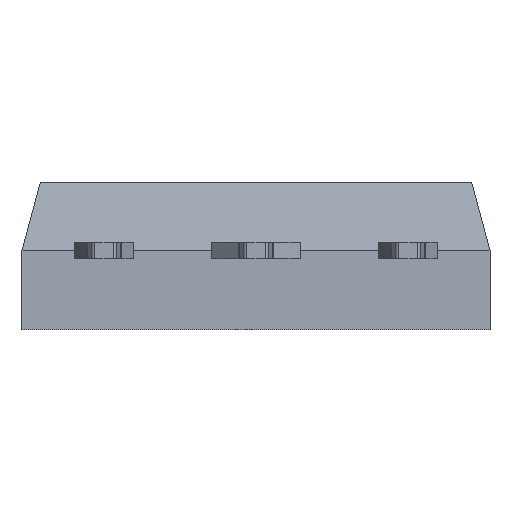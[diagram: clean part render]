
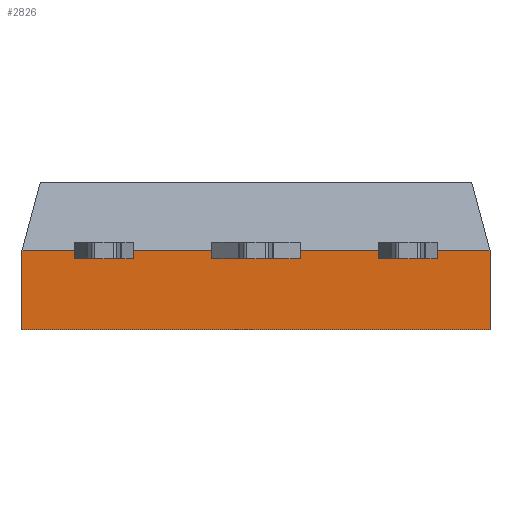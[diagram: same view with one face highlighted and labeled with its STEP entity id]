
A CAD part, front view. The second image highlights one B-rep face of the part: STEP entity #2826.
In plain terms, the highlighted planar face has unit normal (0, -1, 0).
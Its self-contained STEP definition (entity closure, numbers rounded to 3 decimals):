
#40 = ORIENTED_EDGE ( 'NONE', *, *, #621, .T. ) ;
#56 = VERTEX_POINT ( 'NONE', #3632 ) ;
#98 = EDGE_CURVE ( 'NONE', #1109, #1521, #956, .T. ) ;
#110 = CARTESIAN_POINT ( 'NONE',  ( 6.155, 4.32, 0.182 ) ) ;
#113 = LINE ( 'NONE', #1621, #1714 ) ;
#124 = CARTESIAN_POINT ( 'NONE',  ( -4.155, 4.32, 0.182 ) ) ;
#134 = DIRECTION ( 'NONE',  ( 0., 0., 1. ) ) ;
#164 = VERTEX_POINT ( 'NONE', #794 ) ;
#191 = CARTESIAN_POINT ( 'NONE',  ( -1.5, 4.32, 0.182 ) ) ;
#209 = CARTESIAN_POINT ( 'NONE',  ( -4.155, 4.32, 0.182 ) ) ;
#237 = VERTEX_POINT ( 'NONE', #2280 ) ;
#268 = CARTESIAN_POINT ( 'NONE',  ( -7.938, 4.32, -2.5 ) ) ;
#278 = CARTESIAN_POINT ( 'NONE',  ( -7.938, 4.32, 0.182 ) ) ;
#296 = VECTOR ( 'NONE', #2595, 1000. ) ;
#325 = DIRECTION ( 'NONE',  ( 1., 0., 0. ) ) ;
#327 = VERTEX_POINT ( 'NONE', #3543 ) ;
#333 = ORIENTED_EDGE ( 'NONE', *, *, #1895, .F. ) ;
#336 = PLANE ( 'NONE',  #612 ) ;
#362 = CARTESIAN_POINT ( 'NONE',  ( 4.155, 4.32, -0.1 ) ) ;
#392 = VERTEX_POINT ( 'NONE', #362 ) ;
#422 = VECTOR ( 'NONE', #3061, 1000. ) ;
#493 = VERTEX_POINT ( 'NONE', #124 ) ;
#516 = CARTESIAN_POINT ( 'NONE',  ( 1.5, 4.32, 0.182 ) ) ;
#535 = LINE ( 'NONE', #1579, #945 ) ;
#540 = DIRECTION ( 'NONE',  ( 1., 0., 0. ) ) ;
#608 = ORIENTED_EDGE ( 'NONE', *, *, #2928, .T. ) ;
#612 = AXIS2_PLACEMENT_3D ( 'NONE', #932, #3556, #3284 ) ;
#621 = EDGE_CURVE ( 'NONE', #164, #56, #2311, .T. ) ;
#786 = DIRECTION ( 'NONE',  ( 1., 0., 0. ) ) ;
#794 = CARTESIAN_POINT ( 'NONE',  ( -7.938, 4.32, 0.182 ) ) ;
#799 = CARTESIAN_POINT ( 'NONE',  ( -7.938, 4.32, 0.182 ) ) ;
#809 = DIRECTION ( 'NONE',  ( 0., 0., -1. ) ) ;
#831 = EDGE_CURVE ( 'NONE', #2757, #2248, #1042, .T. ) ;
#847 = CARTESIAN_POINT ( 'NONE',  ( 6.155, 4.32, 0.182 ) ) ;
#882 = CARTESIAN_POINT ( 'NONE',  ( 7.938, 4.32, 0.182 ) ) ;
#897 = EDGE_CURVE ( 'NONE', #237, #392, #2707, .T. ) ;
#921 = CARTESIAN_POINT ( 'NONE',  ( -7.938, 4.32, 0.182 ) ) ;
#932 = CARTESIAN_POINT ( 'NONE',  ( -7.938, 4.32, 0.182 ) ) ;
#945 = VECTOR ( 'NONE', #1599, 1000. ) ;
#956 = LINE ( 'NONE', #1598, #2591 ) ;
#1012 = EDGE_CURVE ( 'NONE', #493, #1817, #535, .T. ) ;
#1042 = LINE ( 'NONE', #847, #2629 ) ;
#1058 = DIRECTION ( 'NONE',  ( 0., 0., -1. ) ) ;
#1109 = VERTEX_POINT ( 'NONE', #3696 ) ;
#1130 = VECTOR ( 'NONE', #3630, 1000. ) ;
#1188 = VECTOR ( 'NONE', #809, 1000. ) ;
#1197 = DIRECTION ( 'NONE',  ( -1., 0., 0. ) ) ;
#1219 = LINE ( 'NONE', #3607, #422 ) ;
#1251 = LINE ( 'NONE', #278, #2602 ) ;
#1302 = EDGE_CURVE ( 'NONE', #1109, #2414, #113, .T. ) ;
#1317 = DIRECTION ( 'NONE',  ( -1., 0., 0. ) ) ;
#1359 = EDGE_CURVE ( 'NONE', #2414, #237, #2931, .T. ) ;
#1366 = CARTESIAN_POINT ( 'NONE',  ( -7.938, 4.32, 0.182 ) ) ;
#1383 = ORIENTED_EDGE ( 'NONE', *, *, #2371, .F. ) ;
#1412 = CARTESIAN_POINT ( 'NONE',  ( -4.155, 4.32, -0.1 ) ) ;
#1416 = LINE ( 'NONE', #921, #1748 ) ;
#1431 = ORIENTED_EDGE ( 'NONE', *, *, #2558, .T. ) ;
#1486 = EDGE_CURVE ( 'NONE', #1817, #1521, #3468, .T. ) ;
#1494 = EDGE_CURVE ( 'NONE', #164, #3307, #1251, .T. ) ;
#1497 = ORIENTED_EDGE ( 'NONE', *, *, #1494, .F. ) ;
#1521 = VERTEX_POINT ( 'NONE', #2373 ) ;
#1579 = CARTESIAN_POINT ( 'NONE',  ( -7.938, 4.32, 0.182 ) ) ;
#1593 = VERTEX_POINT ( 'NONE', #2401 ) ;
#1598 = CARTESIAN_POINT ( 'NONE',  ( -7.938, 4.32, -0.1 ) ) ;
#1599 = DIRECTION ( 'NONE',  ( 1., 0., 0. ) ) ;
#1621 = CARTESIAN_POINT ( 'NONE',  ( 1.5, 4.32, 0.182 ) ) ;
#1677 = ORIENTED_EDGE ( 'NONE', *, *, #1359, .F. ) ;
#1698 = LINE ( 'NONE', #882, #1130 ) ;
#1714 = VECTOR ( 'NONE', #134, 1000. ) ;
#1717 = CARTESIAN_POINT ( 'NONE',  ( 7.938, 4.32, 0.182 ) ) ;
#1748 = VECTOR ( 'NONE', #325, 1000. ) ;
#1817 = VERTEX_POINT ( 'NONE', #191 ) ;
#1846 = VERTEX_POINT ( 'NONE', #1412 ) ;
#1861 = VECTOR ( 'NONE', #786, 1000. ) ;
#1895 = EDGE_CURVE ( 'NONE', #1846, #493, #2353, .T. ) ;
#1981 = ORIENTED_EDGE ( 'NONE', *, *, #2763, .F. ) ;
#1988 = CARTESIAN_POINT ( 'NONE',  ( -6.155, 4.32, 0.182 ) ) ;
#2013 = ORIENTED_EDGE ( 'NONE', *, *, #1302, .F. ) ;
#2095 = CARTESIAN_POINT ( 'NONE',  ( 4.155, 4.32, 0.182 ) ) ;
#2228 = ORIENTED_EDGE ( 'NONE', *, *, #1486, .F. ) ;
#2248 = VERTEX_POINT ( 'NONE', #110 ) ;
#2280 = CARTESIAN_POINT ( 'NONE',  ( 4.155, 4.32, 0.182 ) ) ;
#2286 = DIRECTION ( 'NONE',  ( 0., 0., 1. ) ) ;
#2311 = LINE ( 'NONE', #1366, #2755 ) ;
#2328 = CARTESIAN_POINT ( 'NONE',  ( -1.5, 4.32, 0.182 ) ) ;
#2353 = LINE ( 'NONE', #209, #3175 ) ;
#2371 = EDGE_CURVE ( 'NONE', #3307, #1593, #3580, .T. ) ;
#2373 = CARTESIAN_POINT ( 'NONE',  ( -1.5, 4.32, -0.1 ) ) ;
#2382 = CARTESIAN_POINT ( 'NONE',  ( -7.938, 4.32, -0.1 ) ) ;
#2401 = CARTESIAN_POINT ( 'NONE',  ( -6.155, 4.32, -0.1 ) ) ;
#2407 = CARTESIAN_POINT ( 'NONE',  ( 6.155, 4.32, -0.1 ) ) ;
#2409 = ORIENTED_EDGE ( 'NONE', *, *, #1012, .F. ) ;
#2414 = VERTEX_POINT ( 'NONE', #516 ) ;
#2415 = VECTOR ( 'NONE', #540, 1000. ) ;
#2495 = ORIENTED_EDGE ( 'NONE', *, *, #2805, .F. ) ;
#2558 = EDGE_CURVE ( 'NONE', #2757, #392, #3255, .T. ) ;
#2591 = VECTOR ( 'NONE', #1317, 1000. ) ;
#2595 = DIRECTION ( 'NONE',  ( 0., 0., -1. ) ) ;
#2602 = VECTOR ( 'NONE', #2643, 1000. ) ;
#2618 = VECTOR ( 'NONE', #1197, 1000. ) ;
#2629 = VECTOR ( 'NONE', #3444, 1000. ) ;
#2643 = DIRECTION ( 'NONE',  ( 1., 0., 0. ) ) ;
#2707 = LINE ( 'NONE', #2095, #1188 ) ;
#2755 = VECTOR ( 'NONE', #1058, 1000. ) ;
#2757 = VERTEX_POINT ( 'NONE', #2407 ) ;
#2763 = EDGE_CURVE ( 'NONE', #3243, #327, #1698, .T. ) ;
#2805 = EDGE_CURVE ( 'NONE', #2248, #3243, #1416, .T. ) ;
#2826 = ADVANCED_FACE ( 'NONE', ( #3478 ), #336, .F. ) ;
#2928 = EDGE_CURVE ( 'NONE', #1846, #1593, #1219, .T. ) ;
#2931 = LINE ( 'NONE', #799, #1861 ) ;
#2966 = ORIENTED_EDGE ( 'NONE', *, *, #897, .F. ) ;
#3035 = ORIENTED_EDGE ( 'NONE', *, *, #831, .F. ) ;
#3061 = DIRECTION ( 'NONE',  ( -1., 0., 0. ) ) ;
#3175 = VECTOR ( 'NONE', #2286, 1000. ) ;
#3235 = CARTESIAN_POINT ( 'NONE',  ( -6.155, 4.32, 0.182 ) ) ;
#3242 = DIRECTION ( 'NONE',  ( 0., 0., -1. ) ) ;
#3243 = VERTEX_POINT ( 'NONE', #1717 ) ;
#3255 = LINE ( 'NONE', #2382, #2618 ) ;
#3284 = DIRECTION ( 'NONE',  ( 0., 0., 1. ) ) ;
#3307 = VERTEX_POINT ( 'NONE', #3235 ) ;
#3381 = ORIENTED_EDGE ( 'NONE', *, *, #98, .T. ) ;
#3444 = DIRECTION ( 'NONE',  ( 0., 0., 1. ) ) ;
#3468 = LINE ( 'NONE', #2328, #3798 ) ;
#3478 = FACE_OUTER_BOUND ( 'NONE', #3639, .T. ) ;
#3515 = LINE ( 'NONE', #268, #2415 ) ;
#3543 = CARTESIAN_POINT ( 'NONE',  ( 7.938, 4.32, -2.5 ) ) ;
#3556 = DIRECTION ( 'NONE',  ( 0., 1., 0. ) ) ;
#3580 = LINE ( 'NONE', #1988, #296 ) ;
#3607 = CARTESIAN_POINT ( 'NONE',  ( -7.938, 4.32, -0.1 ) ) ;
#3630 = DIRECTION ( 'NONE',  ( 0., 0., -1. ) ) ;
#3632 = CARTESIAN_POINT ( 'NONE',  ( -7.938, 4.32, -2.5 ) ) ;
#3639 = EDGE_LOOP ( 'NONE', ( #333, #608, #1383, #1497, #40, #3724, #1981, #2495, #3035, #1431, #2966, #1677, #2013, #3381, #2228, #2409 ) ) ;
#3696 = CARTESIAN_POINT ( 'NONE',  ( 1.5, 4.32, -0.1 ) ) ;
#3724 = ORIENTED_EDGE ( 'NONE', *, *, #3811, .T. ) ;
#3798 = VECTOR ( 'NONE', #3242, 1000. ) ;
#3811 = EDGE_CURVE ( 'NONE', #56, #327, #3515, .T. ) ;
